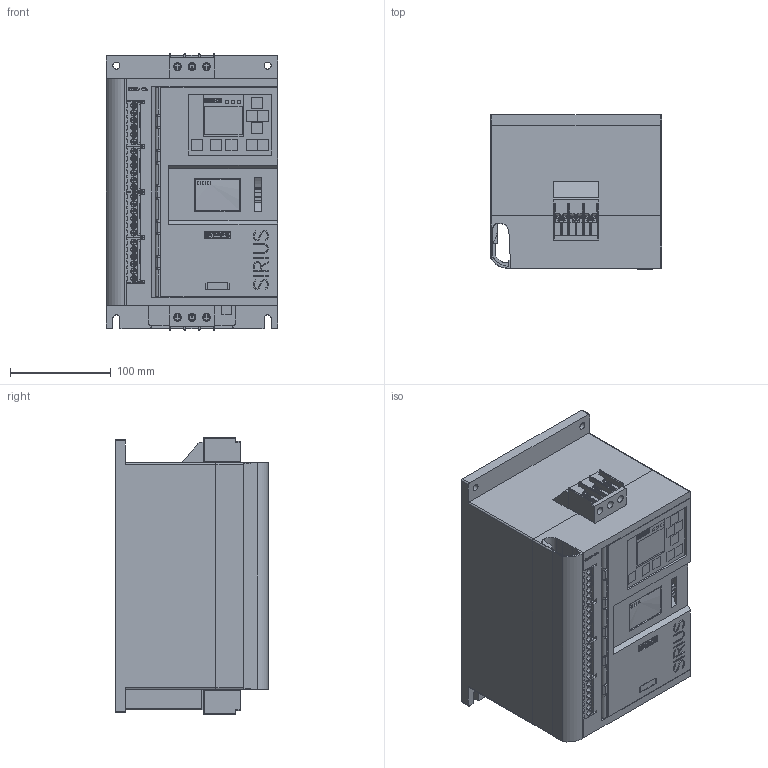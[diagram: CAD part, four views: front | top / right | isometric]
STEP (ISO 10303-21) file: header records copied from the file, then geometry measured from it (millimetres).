
FILE_DESCRIPTION(('no description'),'unknown implementation level');
FILE_NAME('3RW5513-1HA04_3D_v.stp',' ',('SIEMENS A&D'),('CADClick - KiM GmbH - www.kimweb.de'),'unknown preprocess','ACIS','unknown authorization');
FILE_SCHEMA(('automotive_design'));
Length unit declared in the file: millimetre
Products named in the file (1): 1
Bounding box: 170 x 152.5 x 274.8 mm (x, y, z)
Volume: 5723860.8 mm3; surface area: 360978.8 mm2
Topology: 1 solids, 1 shells, 3871 faces, 11111 edges, 7276 vertices
Faces by surface type: plane 2798, cylinder 762, cone 250, torus 53, sphere 8
Entity records: 253369 total; most frequent: CARTESIAN_POINT 28004, STYLED_ITEM 22243, PRESENTATION_STYLE_ASSIGNMENT 22243, COLOUR_RGB 22243, ORIENTED_EDGE 22190, DIRECTION 20592, EDGE_CURVE 11095, CURVE_STYLE 11095
